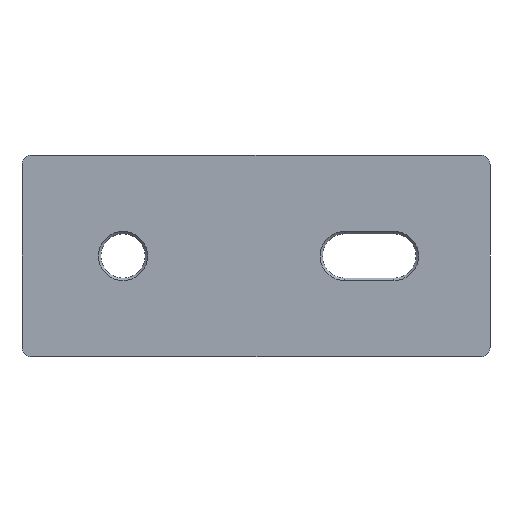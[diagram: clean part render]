
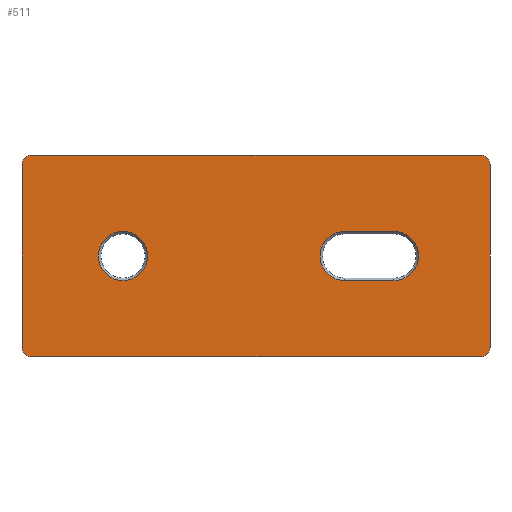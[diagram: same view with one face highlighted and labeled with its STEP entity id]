
A CAD part, left-side view. The second image highlights one B-rep face of the part: STEP entity #511.
In plain terms, the highlighted planar face has unit normal (-1, 0, 0).
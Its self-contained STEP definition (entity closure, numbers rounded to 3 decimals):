
#23=FACE_BOUND('',#94,.T.);
#24=FACE_BOUND('',#95,.T.);
#32=PLANE('',#576);
#58=FACE_OUTER_BOUND('',#93,.T.);
#93=EDGE_LOOP('',(#410,#411,#412,#413,#414,#415,#416,#417));
#94=EDGE_LOOP('',(#418));
#95=EDGE_LOOP('',(#419,#420,#421,#422));
#119=LINE('',#807,#162);
#126=LINE('',#832,#169);
#128=LINE('',#835,#171);
#132=LINE('',#849,#175);
#135=LINE('',#858,#178);
#141=LINE('',#874,#184);
#162=VECTOR('',#641,1000.);
#169=VECTOR('',#666,1000.);
#171=VECTOR('',#670,10.);
#175=VECTOR('',#682,10.);
#178=VECTOR('',#693,10.);
#184=VECTOR('',#709,1000.);
#197=CIRCLE('',#542,2.);
#202=CIRCLE('',#550,2.);
#210=CIRCLE('',#566,5.);
#212=CIRCLE('',#570,5.);
#215=CIRCLE('',#577,2.);
#216=CIRCLE('',#578,2.);
#217=CIRCLE('',#579,5.);
#226=VERTEX_POINT('',#774);
#227=VERTEX_POINT('',#775);
#233=VERTEX_POINT('',#793);
#234=VERTEX_POINT('',#794);
#237=VERTEX_POINT('',#805);
#246=VERTEX_POINT('',#831);
#248=VERTEX_POINT('',#838);
#249=VERTEX_POINT('',#840);
#252=VERTEX_POINT('',#847);
#254=VERTEX_POINT('',#853);
#258=VERTEX_POINT('',#871);
#259=VERTEX_POINT('',#873);
#260=VERTEX_POINT('',#876);
#267=EDGE_CURVE('',#226,#227,#197,.T.);
#276=EDGE_CURVE('',#233,#234,#202,.T.);
#283=EDGE_CURVE('',#237,#226,#119,.T.);
#295=EDGE_CURVE('',#234,#246,#126,.T.);
#297=EDGE_CURVE('',#227,#233,#128,.T.);
#299=EDGE_CURVE('',#248,#249,#210,.T.);
#303=EDGE_CURVE('',#252,#248,#132,.T.);
#306=EDGE_CURVE('',#254,#252,#212,.T.);
#308=EDGE_CURVE('',#249,#254,#135,.T.);
#315=EDGE_CURVE('',#258,#237,#215,.T.);
#316=EDGE_CURVE('',#259,#258,#141,.T.);
#317=EDGE_CURVE('',#246,#259,#216,.T.);
#318=EDGE_CURVE('',#260,#260,#217,.T.);
#410=ORIENTED_EDGE('',*,*,#267,.F.);
#411=ORIENTED_EDGE('',*,*,#283,.F.);
#412=ORIENTED_EDGE('',*,*,#315,.F.);
#413=ORIENTED_EDGE('',*,*,#316,.F.);
#414=ORIENTED_EDGE('',*,*,#317,.F.);
#415=ORIENTED_EDGE('',*,*,#295,.F.);
#416=ORIENTED_EDGE('',*,*,#276,.F.);
#417=ORIENTED_EDGE('',*,*,#297,.F.);
#418=ORIENTED_EDGE('',*,*,#318,.T.);
#419=ORIENTED_EDGE('',*,*,#299,.F.);
#420=ORIENTED_EDGE('',*,*,#303,.F.);
#421=ORIENTED_EDGE('',*,*,#306,.F.);
#422=ORIENTED_EDGE('',*,*,#308,.F.);
#511=ADVANCED_FACE('',(#58,#23,#24),#32,.F.);
#542=AXIS2_PLACEMENT_3D('',#776,#607,#608);
#550=AXIS2_PLACEMENT_3D('',#795,#627,#628);
#566=AXIS2_PLACEMENT_3D('',#841,#674,#675);
#570=AXIS2_PLACEMENT_3D('',#855,#687,#688);
#576=AXIS2_PLACEMENT_3D('',#870,#705,#706);
#577=AXIS2_PLACEMENT_3D('',#872,#707,#708);
#578=AXIS2_PLACEMENT_3D('',#875,#710,#711);
#579=AXIS2_PLACEMENT_3D('',#877,#712,#713);
#607=DIRECTION('center_axis',(1.,0.,0.));
#608=DIRECTION('ref_axis',(0.,-0.707,0.707));
#627=DIRECTION('center_axis',(1.,0.,0.));
#628=DIRECTION('ref_axis',(0.,-0.707,-0.707));
#641=DIRECTION('',(0.,-1.,0.));
#666=DIRECTION('',(0.,1.,0.));
#670=DIRECTION('',(0.,0.,-1.));
#674=DIRECTION('center_axis',(-1.,0.,0.));
#675=DIRECTION('ref_axis',(0.,0.,-1.));
#682=DIRECTION('',(0.,1.,0.));
#687=DIRECTION('center_axis',(-1.,0.,0.));
#688=DIRECTION('ref_axis',(0.,0.,1.));
#693=DIRECTION('',(0.,-1.,0.));
#705=DIRECTION('center_axis',(1.,0.,0.));
#706=DIRECTION('ref_axis',(0.,0.,1.));
#707=DIRECTION('center_axis',(1.,0.,0.));
#708=DIRECTION('ref_axis',(0.,0.,1.));
#709=DIRECTION('',(0.,0.,1.));
#710=DIRECTION('center_axis',(1.,0.,0.));
#711=DIRECTION('ref_axis',(0.,0.,1.));
#712=DIRECTION('center_axis',(1.,0.,0.));
#713=DIRECTION('ref_axis',(0.,0.,1.));
#774=CARTESIAN_POINT('',(-0.5,-86.5,66.5));
#775=CARTESIAN_POINT('',(-0.5,-88.5,64.5));
#776=CARTESIAN_POINT('Origin',(-0.5,-86.5,64.5));
#793=CARTESIAN_POINT('',(-0.5,-88.5,27.5));
#794=CARTESIAN_POINT('',(-0.5,-86.5,25.5));
#795=CARTESIAN_POINT('Origin',(-0.5,-86.5,27.5));
#805=CARTESIAN_POINT('',(-0.5,4.5,66.5));
#807=CARTESIAN_POINT('',(-0.5,4.5,66.5));
#831=CARTESIAN_POINT('',(-0.5,4.5,25.5));
#832=CARTESIAN_POINT('',(-0.5,-77.5,25.5));
#835=CARTESIAN_POINT('',(-0.5,-88.5,46.));
#838=CARTESIAN_POINT('',(-0.5,-59.,51.));
#840=CARTESIAN_POINT('',(-0.5,-59.,41.));
#841=CARTESIAN_POINT('Origin',(-0.5,-59.,46.));
#847=CARTESIAN_POINT('',(-0.5,-69.,51.));
#849=CARTESIAN_POINT('',(-0.5,-73.25,51.));
#853=CARTESIAN_POINT('',(-0.5,-69.,41.));
#855=CARTESIAN_POINT('Origin',(-0.5,-69.,46.));
#858=CARTESIAN_POINT('',(-0.5,-68.25,41.));
#870=CARTESIAN_POINT('Origin',(-0.5,-77.5,27.5));
#871=CARTESIAN_POINT('',(-0.5,6.5,64.5));
#872=CARTESIAN_POINT('Origin',(-0.5,4.5,64.5));
#873=CARTESIAN_POINT('',(-0.5,6.5,27.5));
#874=CARTESIAN_POINT('',(-0.5,6.5,27.5));
#875=CARTESIAN_POINT('Origin',(-0.5,4.5,27.5));
#876=CARTESIAN_POINT('',(-0.5,-14.,51.));
#877=CARTESIAN_POINT('Origin',(-0.5,-14.,46.));
